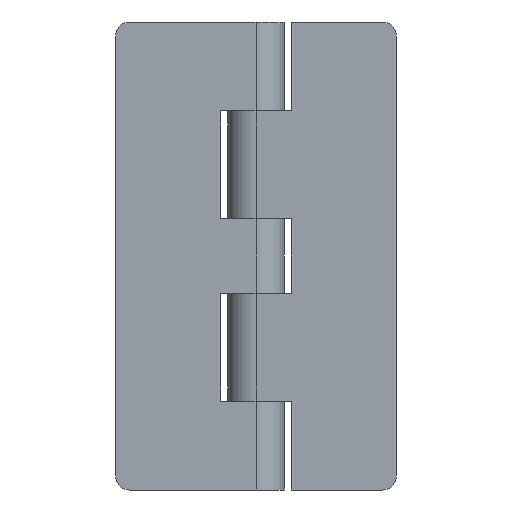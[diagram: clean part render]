
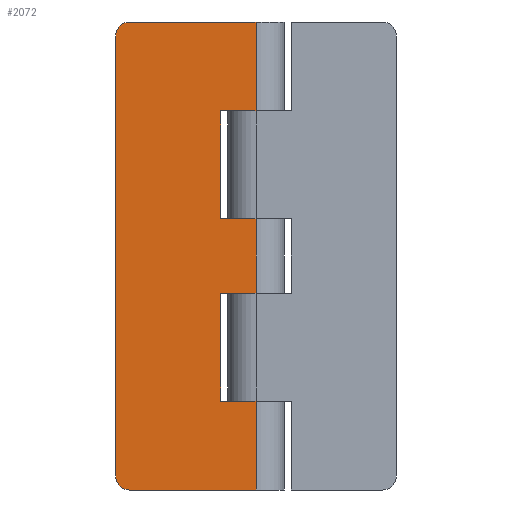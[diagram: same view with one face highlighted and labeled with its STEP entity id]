
A CAD part, front view. The second image highlights one B-rep face of the part: STEP entity #2072.
In plain terms, the highlighted planar face has unit normal (0, -1, 0).
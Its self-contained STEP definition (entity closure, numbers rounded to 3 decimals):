
#44 = VERTEX_POINT ( 'NONE', #166 ) ;
#68 = EDGE_CURVE ( 'NONE', #71, #77, #230, .T. ) ;
#71 = VERTEX_POINT ( 'NONE', #226 ) ;
#77 = VERTEX_POINT ( 'NONE', #283 ) ;
#102 = VERTEX_POINT ( 'NONE', #301 ) ;
#104 = EDGE_CURVE ( 'NONE', #102, #105, #300, .T. ) ;
#105 = VERTEX_POINT ( 'NONE', #296 ) ;
#126 = EDGE_CURVE ( 'NONE', #77, #44, #386, .T. ) ;
#166 = CARTESIAN_POINT ( 'NONE',  ( 0., -6., 31. ) ) ;
#226 = CARTESIAN_POINT ( 'NONE',  ( -27., -6., 50. ) ) ;
#227 = DIRECTION ( 'NONE',  ( 1., 0., 0. ) ) ;
#228 = VECTOR ( 'NONE', #227, 1000. ) ;
#229 = CARTESIAN_POINT ( 'NONE',  ( 0., -6., 50. ) ) ;
#230 = LINE ( 'NONE', #229, #228 ) ;
#283 = CARTESIAN_POINT ( 'NONE',  ( 0., -6., 50. ) ) ;
#296 = CARTESIAN_POINT ( 'NONE',  ( 0., -6., -8. ) ) ;
#297 = DIRECTION ( 'NONE',  ( 0., 0., -1. ) ) ;
#298 = VECTOR ( 'NONE', #297, 1000. ) ;
#299 = CARTESIAN_POINT ( 'NONE',  ( 0., -6., 50. ) ) ;
#300 = LINE ( 'NONE', #299, #298 ) ;
#301 = CARTESIAN_POINT ( 'NONE',  ( 0., -6., 8. ) ) ;
#383 = DIRECTION ( 'NONE',  ( 0., 0., -1. ) ) ;
#384 = VECTOR ( 'NONE', #383, 1000. ) ;
#385 = CARTESIAN_POINT ( 'NONE',  ( 0., -6., 50. ) ) ;
#386 = LINE ( 'NONE', #385, #384 ) ;
#743 = DIRECTION ( 'NONE',  ( 1., 0., 0. ) ) ;
#744 = VECTOR ( 'NONE', #743, 1000. ) ;
#745 = CARTESIAN_POINT ( 'NONE',  ( 0., -6., -50. ) ) ;
#746 = LINE ( 'NONE', #745, #744 ) ;
#747 = CARTESIAN_POINT ( 'NONE',  ( -27., -6., -50. ) ) ;
#748 = CARTESIAN_POINT ( 'NONE',  ( 0., -6., -50. ) ) ;
#785 = DIRECTION ( 'NONE',  ( 0., 0., -1. ) ) ;
#786 = VECTOR ( 'NONE', #785, 1000. ) ;
#787 = CARTESIAN_POINT ( 'NONE',  ( 0., -6., 50. ) ) ;
#788 = LINE ( 'NONE', #787, #786 ) ;
#793 = CARTESIAN_POINT ( 'NONE',  ( 0., -6., -31. ) ) ;
#938 = DIRECTION ( 'NONE',  ( -1., 0., 0. ) ) ;
#939 = DIRECTION ( 'NONE',  ( 0., -1., 0. ) ) ;
#940 = CARTESIAN_POINT ( 'NONE',  ( -27., -6., -47. ) ) ;
#941 = AXIS2_PLACEMENT_3D ( 'NONE', #940, #939, #938 ) ;
#942 = CIRCLE ( 'NONE', #941, 3. ) ;
#968 = DIRECTION ( 'NONE',  ( 0., 0., 1. ) ) ;
#969 = VECTOR ( 'NONE', #968, 1000. ) ;
#970 = CARTESIAN_POINT ( 'NONE',  ( -7.5, -6., 50. ) ) ;
#971 = LINE ( 'NONE', #970, #969 ) ;
#972 = CARTESIAN_POINT ( 'NONE',  ( -7.5, -6., 8. ) ) ;
#981 = CARTESIAN_POINT ( 'NONE',  ( -30., -6., -47. ) ) ;
#986 = DIRECTION ( 'NONE',  ( 0., 0., -1. ) ) ;
#987 = VECTOR ( 'NONE', #986, 1000. ) ;
#988 = CARTESIAN_POINT ( 'NONE',  ( -30., -6., 50. ) ) ;
#989 = LINE ( 'NONE', #988, #987 ) ;
#990 = CARTESIAN_POINT ( 'NONE',  ( -30., -6., 47. ) ) ;
#991 = DIRECTION ( 'NONE',  ( -1., 0., 0. ) ) ;
#992 = DIRECTION ( 'NONE',  ( 0., 1., 0. ) ) ;
#993 = CARTESIAN_POINT ( 'NONE',  ( 0., -6., 50. ) ) ;
#994 = AXIS2_PLACEMENT_3D ( 'NONE', #993, #992, #991 ) ;
#995 = PLANE ( 'NONE',  #994 ) ;
#996 = FACE_OUTER_BOUND ( 'NONE', #2065, .T. ) ;
#1001 = LINE ( 'NONE', #1061, #1060 ) ;
#1002 = DIRECTION ( 'NONE',  ( -1., 0., 0. ) ) ;
#1003 = DIRECTION ( 'NONE',  ( 0., -1., 0. ) ) ;
#1004 = AXIS2_PLACEMENT_3D ( 'NONE', #1011, #1003, #1002 ) ;
#1005 = CIRCLE ( 'NONE', #1004, 3. ) ;
#1011 = CARTESIAN_POINT ( 'NONE',  ( -27., -6., 47. ) ) ;
#1013 = DIRECTION ( 'NONE',  ( 0., 0., 1. ) ) ;
#1014 = VECTOR ( 'NONE', #1013, 1000. ) ;
#1015 = CARTESIAN_POINT ( 'NONE',  ( -7.5, -6., 50. ) ) ;
#1016 = LINE ( 'NONE', #1015, #1014 ) ;
#1017 = DIRECTION ( 'NONE',  ( -1., 0., 0. ) ) ;
#1018 = VECTOR ( 'NONE', #1017, 1000. ) ;
#1019 = CARTESIAN_POINT ( 'NONE',  ( 0., -6., 8. ) ) ;
#1020 = LINE ( 'NONE', #1019, #1018 ) ;
#1021 = CARTESIAN_POINT ( 'NONE',  ( -7.5, -6., 31. ) ) ;
#1022 = DIRECTION ( 'NONE',  ( -1., 0., 0. ) ) ;
#1023 = VECTOR ( 'NONE', #1022, 1000. ) ;
#1024 = CARTESIAN_POINT ( 'NONE',  ( 0., -6., -31. ) ) ;
#1025 = LINE ( 'NONE', #1024, #1023 ) ;
#1026 = CARTESIAN_POINT ( 'NONE',  ( -7.5, -6., -8. ) ) ;
#1027 = CARTESIAN_POINT ( 'NONE',  ( -7.5, -6., -31. ) ) ;
#1028 = DIRECTION ( 'NONE',  ( 1., 0., 0. ) ) ;
#1029 = VECTOR ( 'NONE', #1028, 1000. ) ;
#1030 = CARTESIAN_POINT ( 'NONE',  ( 0., -6., -8. ) ) ;
#1031 = LINE ( 'NONE', #1030, #1029 ) ;
#1059 = DIRECTION ( 'NONE',  ( 1., 0., 0. ) ) ;
#1060 = VECTOR ( 'NONE', #1059, 1000. ) ;
#1061 = CARTESIAN_POINT ( 'NONE',  ( 0., -6., 31. ) ) ;
#1918 = VERTEX_POINT ( 'NONE', #748 ) ;
#1919 = VERTEX_POINT ( 'NONE', #747 ) ;
#1920 = EDGE_CURVE ( 'NONE', #1919, #1918, #746, .T. ) ;
#1935 = VERTEX_POINT ( 'NONE', #793 ) ;
#1937 = EDGE_CURVE ( 'NONE', #1935, #1918, #788, .T. ) ;
#2064 = EDGE_CURVE ( 'NONE', #2078, #1919, #942, .T. ) ;
#2065 = EDGE_LOOP ( 'NONE', ( #2071, #2068, #2137, #2091, #2090, #2089, #2092, #2086, #2094, #2099, #2111, #2103, #2112, #2113 ) ) ;
#2068 = ORIENTED_EDGE ( 'NONE', *, *, #2064, .T. ) ;
#2071 = ORIENTED_EDGE ( 'NONE', *, *, #2076, .T. ) ;
#2072 = ADVANCED_FACE ( 'NONE', ( #996 ), #995, .F. ) ;
#2073 = VERTEX_POINT ( 'NONE', #990 ) ;
#2076 = EDGE_CURVE ( 'NONE', #2073, #2078, #989, .T. ) ;
#2078 = VERTEX_POINT ( 'NONE', #981 ) ;
#2083 = VERTEX_POINT ( 'NONE', #972 ) ;
#2084 = EDGE_CURVE ( 'NONE', #2087, #2088, #971, .T. ) ;
#2085 = EDGE_CURVE ( 'NONE', #2088, #105, #1031, .T. ) ;
#2086 = ORIENTED_EDGE ( 'NONE', *, *, #104, .F. ) ;
#2087 = VERTEX_POINT ( 'NONE', #1027 ) ;
#2088 = VERTEX_POINT ( 'NONE', #1026 ) ;
#2089 = ORIENTED_EDGE ( 'NONE', *, *, #2084, .T. ) ;
#2090 = ORIENTED_EDGE ( 'NONE', *, *, #2093, .T. ) ;
#2091 = ORIENTED_EDGE ( 'NONE', *, *, #1937, .F. ) ;
#2092 = ORIENTED_EDGE ( 'NONE', *, *, #2085, .T. ) ;
#2093 = EDGE_CURVE ( 'NONE', #1935, #2087, #1025, .T. ) ;
#2094 = ORIENTED_EDGE ( 'NONE', *, *, #2097, .T. ) ;
#2096 = VERTEX_POINT ( 'NONE', #1021 ) ;
#2097 = EDGE_CURVE ( 'NONE', #102, #2083, #1020, .T. ) ;
#2098 = EDGE_CURVE ( 'NONE', #2083, #2096, #1016, .T. ) ;
#2099 = ORIENTED_EDGE ( 'NONE', *, *, #2098, .T. ) ;
#2103 = ORIENTED_EDGE ( 'NONE', *, *, #126, .F. ) ;
#2109 = EDGE_CURVE ( 'NONE', #71, #2073, #1005, .T. ) ;
#2110 = EDGE_CURVE ( 'NONE', #2096, #44, #1001, .T. ) ;
#2111 = ORIENTED_EDGE ( 'NONE', *, *, #2110, .T. ) ;
#2112 = ORIENTED_EDGE ( 'NONE', *, *, #68, .F. ) ;
#2113 = ORIENTED_EDGE ( 'NONE', *, *, #2109, .T. ) ;
#2137 = ORIENTED_EDGE ( 'NONE', *, *, #1920, .T. ) ;
